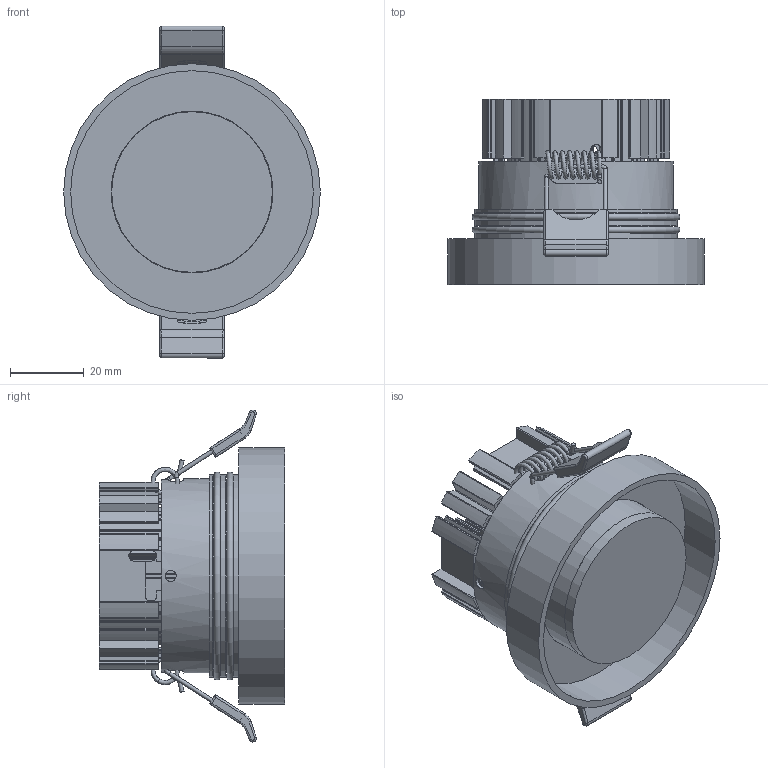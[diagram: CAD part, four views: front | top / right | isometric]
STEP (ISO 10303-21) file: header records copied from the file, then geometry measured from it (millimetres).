
FILE_DESCRIPTION (( 'STEP AP214' ), '1' );
FILE_NAME ('3395-70-B6W-B - Commerciale .STEP', '2022-01-11T10:55:07', ( '' ), ( '' ), 'SwSTEP 2.0', 'SolidWorks 2020', '' );
FILE_SCHEMA (( 'AUTOMOTIVE_DESIGN' ));
Length unit declared in the file: millimetre
Products named in the file (1): 3395-70-B6W-B - Commerciale 
Bounding box: 69.8 x 50.4 x 90.3 mm (x, y, z)
Surface area: 45642.8 mm2 (no closed solid volume)
Topology: 0 solids, 16 shells, 833 faces, 2791 edges, 1920 vertices
Faces by surface type: cylinder 497, plane 298, torus 24, bspline 14
Full cylindrical faces by diameter (mm): 1.1 x8, 2.5 x1, 3 x2, 3.3 x2, 7 x1, 43.7 x2, 44 x1, 50 x1, 51 x1, 53 x1, 55 x3, 66 x1, 69.8 x1
Entity records: 42348 total; most frequent: CARTESIAN_POINT 8650, DIRECTION 5274, ORIENTED_EDGE 5001, EDGE_CURVE 2744, VERTEX_POINT 1912, AXIS2_PLACEMENT_3D 1898, LINE 1478, VECTOR 1478
